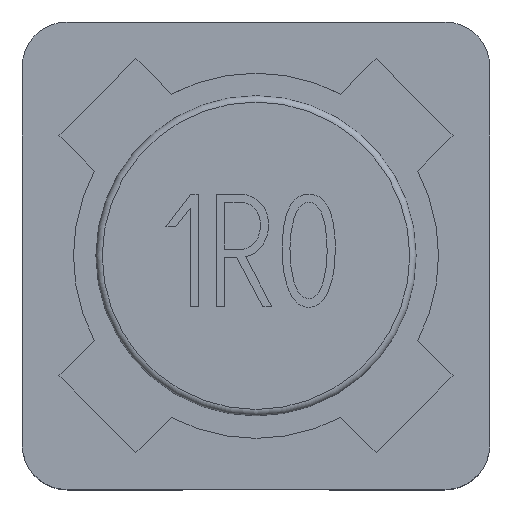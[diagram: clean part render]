
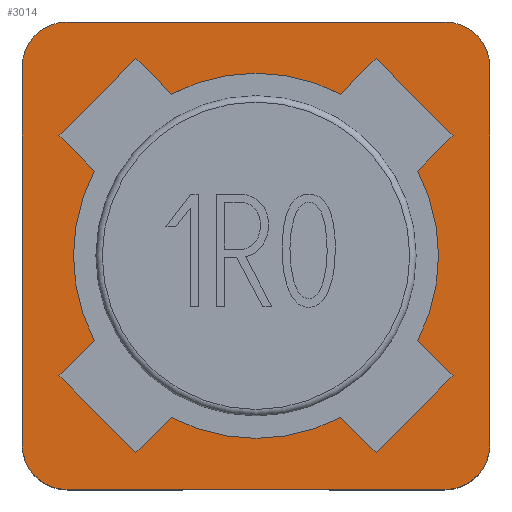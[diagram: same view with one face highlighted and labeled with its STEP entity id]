
A CAD part, top view. The second image highlights one B-rep face of the part: STEP entity #3014.
In plain terms, the highlighted planar face has unit normal (0, 0, 1).
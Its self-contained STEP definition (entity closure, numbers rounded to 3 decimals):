
#63=LINE('',#4009,#278);
#64=LINE('',#4014,#279);
#65=LINE('',#4018,#280);
#66=LINE('',#4022,#281);
#67=LINE('',#4025,#282);
#68=LINE('',#4030,#283);
#69=LINE('',#4032,#284);
#70=LINE('',#4034,#285);
#71=LINE('',#4038,#286);
#72=LINE('',#4040,#287);
#73=LINE('',#4042,#288);
#74=LINE('',#4046,#289);
#75=LINE('',#4048,#290);
#76=LINE('',#4050,#291);
#77=LINE('',#4054,#292);
#78=LINE('',#4056,#293);
#278=VECTOR('',#3333,1000.);
#279=VECTOR('',#3336,1000.);
#280=VECTOR('',#3339,1000.);
#281=VECTOR('',#3342,1000.);
#282=VECTOR('',#3345,1000.);
#283=VECTOR('',#3348,1000.);
#284=VECTOR('',#3349,1000.);
#285=VECTOR('',#3350,1000.);
#286=VECTOR('',#3353,1000.);
#287=VECTOR('',#3354,1000.);
#288=VECTOR('',#3355,1000.);
#289=VECTOR('',#3358,1000.);
#290=VECTOR('',#3359,1000.);
#291=VECTOR('',#3360,1000.);
#292=VECTOR('',#3363,1000.);
#293=VECTOR('',#3364,1000.);
#494=CIRCLE('',#3142,0.7);
#495=CIRCLE('',#3143,0.7);
#496=CIRCLE('',#3144,0.7);
#497=CIRCLE('',#3145,0.7);
#498=CIRCLE('',#3146,2.85);
#499=CIRCLE('',#3147,2.85);
#500=CIRCLE('',#3148,2.85);
#501=CIRCLE('',#3149,2.85);
#580=ORIENTED_EDGE('',*,*,#1240,.F.);
#581=ORIENTED_EDGE('',*,*,#1241,.F.);
#582=ORIENTED_EDGE('',*,*,#1242,.F.);
#583=ORIENTED_EDGE('',*,*,#1243,.F.);
#584=ORIENTED_EDGE('',*,*,#1244,.F.);
#585=ORIENTED_EDGE('',*,*,#1245,.F.);
#586=ORIENTED_EDGE('',*,*,#1246,.F.);
#587=ORIENTED_EDGE('',*,*,#1247,.F.);
#588=ORIENTED_EDGE('',*,*,#1248,.T.);
#589=ORIENTED_EDGE('',*,*,#1249,.T.);
#590=ORIENTED_EDGE('',*,*,#1250,.T.);
#591=ORIENTED_EDGE('',*,*,#1251,.T.);
#592=ORIENTED_EDGE('',*,*,#1252,.T.);
#593=ORIENTED_EDGE('',*,*,#1253,.T.);
#594=ORIENTED_EDGE('',*,*,#1254,.T.);
#595=ORIENTED_EDGE('',*,*,#1255,.T.);
#596=ORIENTED_EDGE('',*,*,#1256,.T.);
#597=ORIENTED_EDGE('',*,*,#1257,.T.);
#598=ORIENTED_EDGE('',*,*,#1258,.T.);
#599=ORIENTED_EDGE('',*,*,#1259,.T.);
#600=ORIENTED_EDGE('',*,*,#1260,.T.);
#601=ORIENTED_EDGE('',*,*,#1261,.T.);
#602=ORIENTED_EDGE('',*,*,#1262,.T.);
#603=ORIENTED_EDGE('',*,*,#1263,.T.);
#1240=EDGE_CURVE('',#1570,#1571,#63,.T.);
#1241=EDGE_CURVE('',#1572,#1570,#494,.T.);
#1242=EDGE_CURVE('',#1573,#1572,#64,.T.);
#1243=EDGE_CURVE('',#1574,#1573,#495,.T.);
#1244=EDGE_CURVE('',#1575,#1574,#65,.T.);
#1245=EDGE_CURVE('',#1576,#1575,#496,.T.);
#1246=EDGE_CURVE('',#1577,#1576,#66,.T.);
#1247=EDGE_CURVE('',#1571,#1577,#497,.T.);
#1248=EDGE_CURVE('',#1578,#1579,#67,.T.);
#1249=EDGE_CURVE('',#1579,#1580,#498,.T.);
#1250=EDGE_CURVE('',#1580,#1581,#68,.T.);
#1251=EDGE_CURVE('',#1581,#1582,#69,.T.);
#1252=EDGE_CURVE('',#1582,#1583,#70,.T.);
#1253=EDGE_CURVE('',#1583,#1584,#499,.T.);
#1254=EDGE_CURVE('',#1584,#1585,#71,.T.);
#1255=EDGE_CURVE('',#1585,#1586,#72,.T.);
#1256=EDGE_CURVE('',#1586,#1587,#73,.T.);
#1257=EDGE_CURVE('',#1587,#1588,#500,.T.);
#1258=EDGE_CURVE('',#1588,#1589,#74,.T.);
#1259=EDGE_CURVE('',#1589,#1590,#75,.T.);
#1260=EDGE_CURVE('',#1590,#1591,#76,.T.);
#1261=EDGE_CURVE('',#1591,#1592,#501,.T.);
#1262=EDGE_CURVE('',#1592,#1593,#77,.T.);
#1263=EDGE_CURVE('',#1593,#1578,#78,.T.);
#1570=VERTEX_POINT('',#4010);
#1571=VERTEX_POINT('',#4011);
#1572=VERTEX_POINT('',#4013);
#1573=VERTEX_POINT('',#4015);
#1574=VERTEX_POINT('',#4017);
#1575=VERTEX_POINT('',#4019);
#1576=VERTEX_POINT('',#4021);
#1577=VERTEX_POINT('',#4023);
#1578=VERTEX_POINT('',#4026);
#1579=VERTEX_POINT('',#4027);
#1580=VERTEX_POINT('',#4029);
#1581=VERTEX_POINT('',#4031);
#1582=VERTEX_POINT('',#4033);
#1583=VERTEX_POINT('',#4035);
#1584=VERTEX_POINT('',#4037);
#1585=VERTEX_POINT('',#4039);
#1586=VERTEX_POINT('',#4041);
#1587=VERTEX_POINT('',#4043);
#1588=VERTEX_POINT('',#4045);
#1589=VERTEX_POINT('',#4047);
#1590=VERTEX_POINT('',#4049);
#1591=VERTEX_POINT('',#4051);
#1592=VERTEX_POINT('',#4053);
#1593=VERTEX_POINT('',#4055);
#1824=EDGE_LOOP('',(#580,#581,#582,#583,#584,#585,#586,#587));
#1825=EDGE_LOOP('',(#588,#589,#590,#591,#592,#593,#594,#595,#596,#597,#598,
#599,#600,#601,#602,#603));
#1956=FACE_BOUND('',#1824,.T.);
#1957=FACE_BOUND('',#1825,.T.);
#2085=PLANE('',#3141);
#3014=ADVANCED_FACE('',(#1956,#1957),#2085,.F.);
#3141=AXIS2_PLACEMENT_3D('',#4008,#3331,#3332);
#3142=AXIS2_PLACEMENT_3D('',#4012,#3334,#3335);
#3143=AXIS2_PLACEMENT_3D('',#4016,#3337,#3338);
#3144=AXIS2_PLACEMENT_3D('',#4020,#3340,#3341);
#3145=AXIS2_PLACEMENT_3D('',#4024,#3343,#3344);
#3146=AXIS2_PLACEMENT_3D('',#4028,#3346,#3347);
#3147=AXIS2_PLACEMENT_3D('',#4036,#3351,#3352);
#3148=AXIS2_PLACEMENT_3D('',#4044,#3356,#3357);
#3149=AXIS2_PLACEMENT_3D('',#4052,#3361,#3362);
#3331=DIRECTION('',(0.,0.,-1.));
#3332=DIRECTION('',(-1.,0.,0.));
#3333=DIRECTION('',(-1.,0.,0.));
#3334=DIRECTION('',(0.,0.,-1.));
#3335=DIRECTION('',(-1.,0.,0.));
#3336=DIRECTION('',(0.,-1.,0.));
#3337=DIRECTION('',(0.,0.,-1.));
#3338=DIRECTION('',(-1.,0.,0.));
#3339=DIRECTION('',(1.,0.,0.));
#3340=DIRECTION('',(0.,0.,-1.));
#3341=DIRECTION('',(1.,0.,0.));
#3342=DIRECTION('',(0.,1.,0.));
#3343=DIRECTION('',(0.,0.,-1.));
#3344=DIRECTION('',(1.,0.,0.));
#3345=DIRECTION('',(-0.707,-0.707,0.));
#3346=DIRECTION('',(0.,0.,-1.));
#3347=DIRECTION('',(0.,1.,0.));
#3348=DIRECTION('',(0.707,-0.707,0.));
#3349=DIRECTION('',(-0.707,-0.707,0.));
#3350=DIRECTION('',(-0.707,0.707,0.));
#3351=DIRECTION('',(0.,0.,-1.));
#3352=DIRECTION('',(0.,1.,0.));
#3353=DIRECTION('',(-0.707,-0.707,0.));
#3354=DIRECTION('',(-0.707,0.707,0.));
#3355=DIRECTION('',(0.707,0.707,0.));
#3356=DIRECTION('',(0.,0.,-1.));
#3357=DIRECTION('',(0.,1.,0.));
#3358=DIRECTION('',(-0.707,0.707,0.));
#3359=DIRECTION('',(0.707,0.707,0.));
#3360=DIRECTION('',(0.707,-0.707,0.));
#3361=DIRECTION('',(0.,0.,-1.));
#3362=DIRECTION('',(0.,-1.,0.));
#3363=DIRECTION('',(0.707,0.707,0.));
#3364=DIRECTION('',(0.707,-0.707,0.));
#4008=CARTESIAN_POINT('',(-2.95,-2.95,0.));
#4009=CARTESIAN_POINT('',(-2.95,-3.65,0.));
#4010=CARTESIAN_POINT('',(2.95,-3.65,0.));
#4011=CARTESIAN_POINT('',(-2.95,-3.65,0.));
#4012=CARTESIAN_POINT('',(2.95,-2.95,0.));
#4013=CARTESIAN_POINT('',(3.65,-2.95,0.));
#4014=CARTESIAN_POINT('',(3.65,-2.95,0.));
#4015=CARTESIAN_POINT('',(3.65,2.95,0.));
#4016=CARTESIAN_POINT('',(2.95,2.95,0.));
#4017=CARTESIAN_POINT('',(2.95,3.65,0.));
#4018=CARTESIAN_POINT('',(2.95,3.65,0.));
#4019=CARTESIAN_POINT('',(-2.95,3.65,0.));
#4020=CARTESIAN_POINT('',(-2.95,2.95,0.));
#4021=CARTESIAN_POINT('',(-3.65,2.95,0.));
#4022=CARTESIAN_POINT('',(-3.65,2.95,0.));
#4023=CARTESIAN_POINT('',(-3.65,-2.95,0.));
#4024=CARTESIAN_POINT('',(-2.95,-2.95,0.));
#4025=CARTESIAN_POINT('',(2.525,1.322,0.));
#4026=CARTESIAN_POINT('',(3.076,1.874,0.));
#4027=CARTESIAN_POINT('',(2.525,1.322,0.));
#4028=CARTESIAN_POINT('',(0.,0.,0.));
#4029=CARTESIAN_POINT('',(2.525,-1.322,0.));
#4030=CARTESIAN_POINT('',(3.076,-1.874,0.));
#4031=CARTESIAN_POINT('',(3.076,-1.874,0.));
#4032=CARTESIAN_POINT('',(1.874,-3.076,0.));
#4033=CARTESIAN_POINT('',(1.874,-3.076,0.));
#4034=CARTESIAN_POINT('',(1.322,-2.525,0.));
#4035=CARTESIAN_POINT('',(1.322,-2.525,0.));
#4036=CARTESIAN_POINT('',(0.,0.,0.));
#4037=CARTESIAN_POINT('',(-1.322,-2.525,0.));
#4038=CARTESIAN_POINT('',(-1.874,-3.076,0.));
#4039=CARTESIAN_POINT('',(-1.874,-3.076,0.));
#4040=CARTESIAN_POINT('',(-3.076,-1.874,0.));
#4041=CARTESIAN_POINT('',(-3.076,-1.874,0.));
#4042=CARTESIAN_POINT('',(-2.525,-1.322,0.));
#4043=CARTESIAN_POINT('',(-2.525,-1.322,0.));
#4044=CARTESIAN_POINT('',(0.,0.,0.));
#4045=CARTESIAN_POINT('',(-2.525,1.322,0.));
#4046=CARTESIAN_POINT('',(-3.076,1.874,0.));
#4047=CARTESIAN_POINT('',(-3.076,1.874,0.));
#4048=CARTESIAN_POINT('',(-1.874,3.076,0.));
#4049=CARTESIAN_POINT('',(-1.874,3.076,0.));
#4050=CARTESIAN_POINT('',(-1.322,2.525,0.));
#4051=CARTESIAN_POINT('',(-1.322,2.525,0.));
#4052=CARTESIAN_POINT('',(0.,0.,0.));
#4053=CARTESIAN_POINT('',(1.322,2.525,0.));
#4054=CARTESIAN_POINT('',(1.874,3.076,0.));
#4055=CARTESIAN_POINT('',(1.874,3.076,0.));
#4056=CARTESIAN_POINT('',(3.076,1.874,0.));
